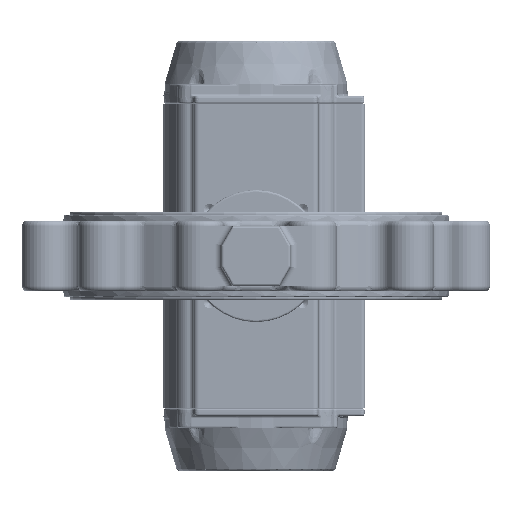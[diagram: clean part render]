
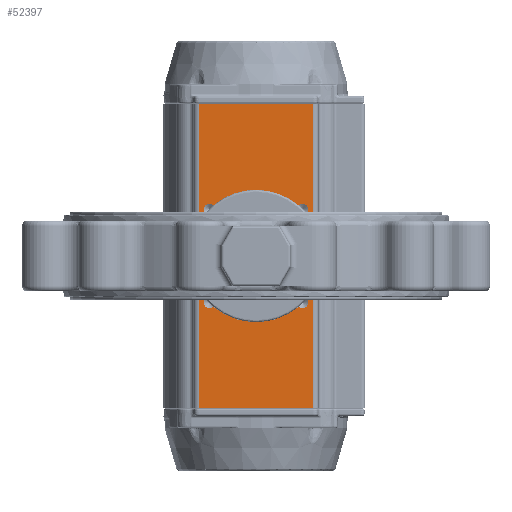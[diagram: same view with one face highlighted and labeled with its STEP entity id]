
A CAD part, front view. The second image highlights one B-rep face of the part: STEP entity #52397.
In plain terms, the highlighted planar face has unit normal (0, -1, 0).
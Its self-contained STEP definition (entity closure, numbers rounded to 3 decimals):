
#6393=LINE('',#85051,#8907);
#6394=LINE('',#85053,#8908);
#6395=LINE('',#85055,#8909);
#6396=LINE('',#85057,#8910);
#8907=VECTOR('',#64757,1000.);
#8908=VECTOR('',#64760,1000.);
#8909=VECTOR('',#64761,1000.);
#8910=VECTOR('',#64762,1000.);
#14518=ORIENTED_EDGE('',*,*,#28752,.F.);
#14519=ORIENTED_EDGE('',*,*,#28751,.T.);
#14520=ORIENTED_EDGE('',*,*,#28753,.T.);
#14521=ORIENTED_EDGE('',*,*,#28754,.F.);
#14522=ORIENTED_EDGE('',*,*,#28755,.T.);
#14523=ORIENTED_EDGE('',*,*,#28756,.T.);
#14524=ORIENTED_EDGE('',*,*,#28757,.T.);
#14525=ORIENTED_EDGE('',*,*,#28758,.T.);
#14526=ORIENTED_EDGE('',*,*,#28759,.T.);
#14527=ORIENTED_EDGE('',*,*,#28760,.T.);
#14528=ORIENTED_EDGE('',*,*,#28761,.T.);
#14529=ORIENTED_EDGE('',*,*,#28762,.T.);
#14530=ORIENTED_EDGE('',*,*,#28763,.T.);
#28751=EDGE_CURVE('',#36146,#36147,#6393,.T.);
#28752=EDGE_CURVE('',#36146,#36148,#6394,.T.);
#28753=EDGE_CURVE('',#36147,#36149,#6395,.T.);
#28754=EDGE_CURVE('',#36148,#36149,#6396,.T.);
#28755=EDGE_CURVE('',#36150,#36150,#40825,.T.);
#28756=EDGE_CURVE('',#36151,#36151,#40826,.T.);
#28757=EDGE_CURVE('',#36152,#36152,#40827,.T.);
#28758=EDGE_CURVE('',#36153,#36153,#40828,.T.);
#28759=EDGE_CURVE('',#36154,#36154,#40829,.T.);
#28760=EDGE_CURVE('',#36155,#36155,#40830,.T.);
#28761=EDGE_CURVE('',#36156,#36156,#40831,.T.);
#28762=EDGE_CURVE('',#36157,#36157,#40832,.T.);
#28763=EDGE_CURVE('',#36158,#36158,#40833,.T.);
#36146=VERTEX_POINT('',#85048);
#36147=VERTEX_POINT('',#85050);
#36148=VERTEX_POINT('',#85054);
#36149=VERTEX_POINT('',#85056);
#36150=VERTEX_POINT('',#85059);
#36151=VERTEX_POINT('',#85061);
#36152=VERTEX_POINT('',#85063);
#36153=VERTEX_POINT('',#85065);
#36154=VERTEX_POINT('',#85067);
#36155=VERTEX_POINT('',#85069);
#36156=VERTEX_POINT('',#85071);
#36157=VERTEX_POINT('',#85073);
#36158=VERTEX_POINT('',#85075);
#40825=CIRCLE('',#57183,4.188);
#40826=CIRCLE('',#57184,4.188);
#40827=CIRCLE('',#57185,4.188);
#40828=CIRCLE('',#57186,4.188);
#40829=CIRCLE('',#57187,5.053);
#40830=CIRCLE('',#57188,5.053);
#40831=CIRCLE('',#57189,5.053);
#40832=CIRCLE('',#57190,5.053);
#40833=CIRCLE('',#57191,33.981);
#43655=EDGE_LOOP('',(#14518,#14519,#14520,#14521));
#43656=EDGE_LOOP('',(#14522));
#43657=EDGE_LOOP('',(#14523));
#43658=EDGE_LOOP('',(#14524));
#43659=EDGE_LOOP('',(#14525));
#43660=EDGE_LOOP('',(#14526));
#43661=EDGE_LOOP('',(#14527));
#43662=EDGE_LOOP('',(#14528));
#43663=EDGE_LOOP('',(#14529));
#43664=EDGE_LOOP('',(#14530));
#47687=FACE_BOUND('',#43655,.T.);
#47688=FACE_BOUND('',#43656,.T.);
#47689=FACE_BOUND('',#43657,.T.);
#47690=FACE_BOUND('',#43658,.T.);
#47691=FACE_BOUND('',#43659,.T.);
#47692=FACE_BOUND('',#43660,.T.);
#47693=FACE_BOUND('',#43661,.T.);
#47694=FACE_BOUND('',#43662,.T.);
#47695=FACE_BOUND('',#43663,.T.);
#47696=FACE_BOUND('',#43664,.T.);
#50983=PLANE('',#57182);
#52397=ADVANCED_FACE('',(#47687,#47688,#47689,#47690,#47691,#47692,#47693,
#47694,#47695,#47696),#50983,.T.);
#57182=AXIS2_PLACEMENT_3D('',#85052,#64758,#64759);
#57183=AXIS2_PLACEMENT_3D('',#85058,#64763,#64764);
#57184=AXIS2_PLACEMENT_3D('',#85060,#64765,#64766);
#57185=AXIS2_PLACEMENT_3D('',#85062,#64767,#64768);
#57186=AXIS2_PLACEMENT_3D('',#85064,#64769,#64770);
#57187=AXIS2_PLACEMENT_3D('',#85066,#64771,#64772);
#57188=AXIS2_PLACEMENT_3D('',#85068,#64773,#64774);
#57189=AXIS2_PLACEMENT_3D('',#85070,#64775,#64776);
#57190=AXIS2_PLACEMENT_3D('',#85072,#64777,#64778);
#57191=AXIS2_PLACEMENT_3D('',#85074,#64779,#64780);
#64757=DIRECTION('',(0.,0.,-1.));
#64758=DIRECTION('',(0.,-1.,0.));
#64759=DIRECTION('',(0.,0.,-1.));
#64760=DIRECTION('',(1.,0.,0.));
#64761=DIRECTION('',(1.,0.,0.));
#64762=DIRECTION('',(0.,0.,-1.));
#64763=DIRECTION('',(0.,1.,0.));
#64764=DIRECTION('',(0.,0.,-1.));
#64765=DIRECTION('',(0.,1.,0.));
#64766=DIRECTION('',(0.,0.,-1.));
#64767=DIRECTION('',(0.,1.,0.));
#64768=DIRECTION('',(0.,0.,-1.));
#64769=DIRECTION('',(0.,1.,0.));
#64770=DIRECTION('',(0.,0.,-1.));
#64771=DIRECTION('',(0.,1.,0.));
#64772=DIRECTION('',(0.,0.,-1.));
#64773=DIRECTION('',(0.,1.,0.));
#64774=DIRECTION('',(0.,0.,-1.));
#64775=DIRECTION('',(0.,1.,0.));
#64776=DIRECTION('',(0.,0.,-1.));
#64777=DIRECTION('',(0.,1.,0.));
#64778=DIRECTION('',(0.,0.,-1.));
#64779=DIRECTION('',(0.,1.,0.));
#64780=DIRECTION('',(0.,0.,-1.));
#85048=CARTESIAN_POINT('',(-54.,-100.,288.));
#85050=CARTESIAN_POINT('',(-54.,-100.,0.));
#85051=CARTESIAN_POINT('',(-54.,-100.,0.));
#85052=CARTESIAN_POINT('',(-54.,-100.,0.));
#85053=CARTESIAN_POINT('',(11.791,-100.,288.));
#85054=CARTESIAN_POINT('',(54.,-100.,288.));
#85055=CARTESIAN_POINT('',(11.791,-100.,0.));
#85056=CARTESIAN_POINT('',(54.,-100.,0.));
#85057=CARTESIAN_POINT('',(54.,-100.,0.));
#85058=CARTESIAN_POINT('',(-36.062,-100.,107.938));
#85059=CARTESIAN_POINT('',(-36.062,-100.,103.75));
#85060=CARTESIAN_POINT('',(36.062,-100.,107.938));
#85061=CARTESIAN_POINT('',(36.062,-100.,103.75));
#85062=CARTESIAN_POINT('',(36.062,-100.,180.062));
#85063=CARTESIAN_POINT('',(36.062,-100.,175.874));
#85064=CARTESIAN_POINT('',(-36.062,-100.,180.062));
#85065=CARTESIAN_POINT('',(-36.062,-100.,175.874));
#85066=CARTESIAN_POINT('',(-44.194,-100.,99.806));
#85067=CARTESIAN_POINT('',(-44.194,-100.,94.753));
#85068=CARTESIAN_POINT('',(44.194,-100.,99.806));
#85069=CARTESIAN_POINT('',(44.194,-100.,94.753));
#85070=CARTESIAN_POINT('',(44.194,-100.,188.194));
#85071=CARTESIAN_POINT('',(44.194,-100.,183.141));
#85072=CARTESIAN_POINT('',(-44.194,-100.,188.194));
#85073=CARTESIAN_POINT('',(-44.194,-100.,183.141));
#85074=CARTESIAN_POINT('',(0.,-100.,144.));
#85075=CARTESIAN_POINT('',(0.,-100.,110.019));
